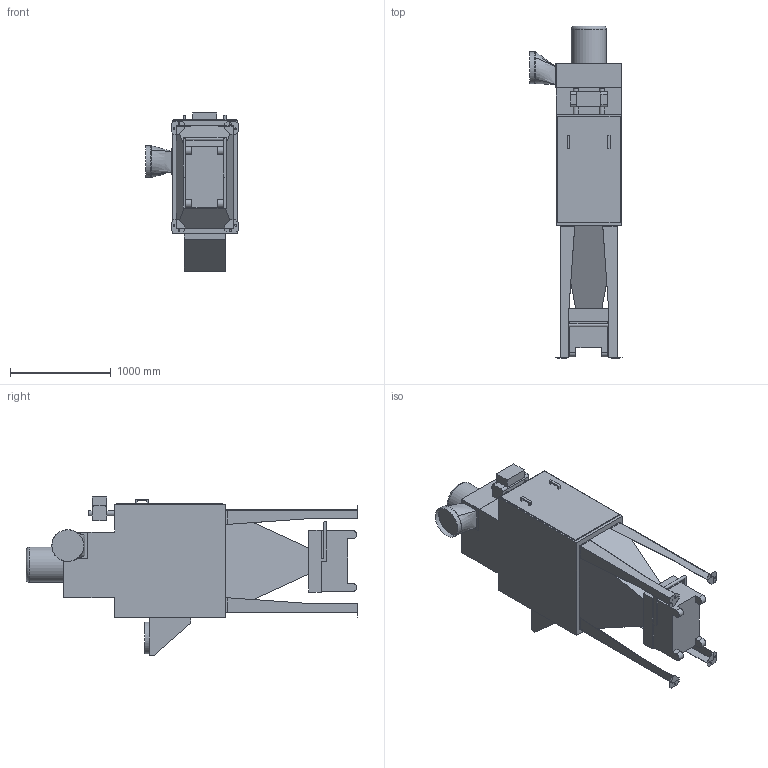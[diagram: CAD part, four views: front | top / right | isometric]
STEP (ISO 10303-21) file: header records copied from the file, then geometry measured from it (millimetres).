
FILE_DESCRIPTION(/* description */ ('MCP - 2-8SL (Standard, low Filter load)'),/* implementation_level */ '2;1');
FILE_NAME(/* name */ '73001599.stp',/* time_stamp */ '2023-11-17T09:46:44+01:00',/* author */ ('ludud'),/* organization */ (''),/* preprocessor_version */ 'ST-DEVELOPER v18.1',/* originating_system */ 'Autodesk Inventor 2022',/* authorisation */ '');
FILE_SCHEMA (('AUTOMOTIVE_DESIGN { 1 0 10303 214 3 1 1 }'));
Length unit declared in the file: millimetre
Products named in the file (1): MCP_2_8SL_SL
Bounding box: 916.5 x 3300 x 1573 mm (x, y, z)
Volume: 1454254862.3 mm3; surface area: 13694060.6 mm2
Topology: 2 solids, 2 shells, 228 faces, 620 edges, 409 vertices
Faces by surface type: plane 197, cylinder 26, bspline 4, torus 1
Full cylindrical faces by diameter (mm): 16 x8, 30 x1, 50 x4, 311 x1, 315 x2, 316.4 x1, 350 x1
Entity records: 7480 total; most frequent: CARTESIAN_POINT 1414, ORIENTED_EDGE 1240, DIRECTION 1133, EDGE_CURVE 620, LINE 557, VECTOR 557, VERTEX_POINT 408, AXIS2_PLACEMENT_3D 288
